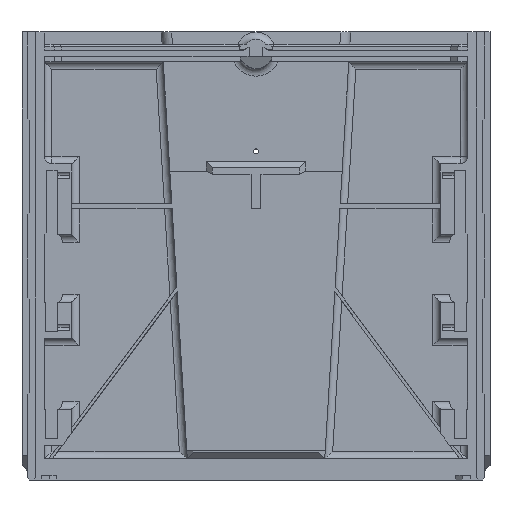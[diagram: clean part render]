
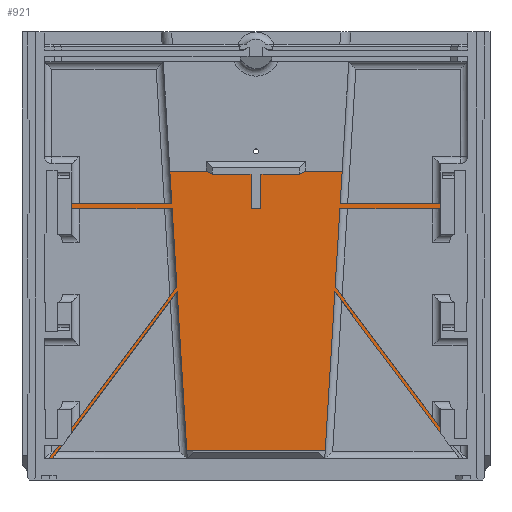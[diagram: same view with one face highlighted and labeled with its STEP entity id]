
A CAD part, top view. The second image highlights one B-rep face of the part: STEP entity #921.
In plain terms, the highlighted planar face has unit normal (0, 0, 1).
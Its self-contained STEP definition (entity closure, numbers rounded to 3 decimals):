
#690=CARTESIAN_POINT('',(0.,0.,1.5));
#691=DIRECTION('',(0.,0.,1.));
#692=DIRECTION('',(1.,0.,0.));
#693=AXIS2_PLACEMENT_3D('',#690,#691,#692);
#694=PLANE('',#693);
#695=CARTESIAN_POINT('',(-31.793,-82.42,1.5));
#696=VERTEX_POINT('',#695);
#697=CARTESIAN_POINT('',(-74.,-139.011,1.5));
#698=VERTEX_POINT('',#697);
#699=CARTESIAN_POINT('',(-31.793,-82.42,1.5));
#700=DIRECTION('',(-0.598,-0.802,0.));
#701=VECTOR('',#700,70.598);
#702=LINE('',#699,#701);
#703=EDGE_CURVE('',#696,#698,#702,.T.);
#704=ORIENTED_EDGE('',*,*,#703,.T.);
#705=CARTESIAN_POINT('',(-74.,-140.981,1.5));
#706=VERTEX_POINT('',#705);
#707=CARTESIAN_POINT('',(-74.,-139.011,1.5));
#708=DIRECTION('',(-0.,-1.,0.));
#709=VECTOR('',#708,1.97);
#710=LINE('',#707,#709);
#711=EDGE_CURVE('',#698,#706,#710,.T.);
#712=ORIENTED_EDGE('',*,*,#711,.T.);
#713=CARTESIAN_POINT('',(-77.74,-145.999,1.5));
#714=VERTEX_POINT('',#713);
#715=CARTESIAN_POINT('',(-77.74,-145.999,1.5));
#716=DIRECTION('',(0.598,0.802,0.));
#717=VECTOR('',#716,6.258);
#718=LINE('',#715,#717);
#719=EDGE_CURVE('',#714,#706,#718,.T.);
#720=ORIENTED_EDGE('',*,*,#719,.F.);
#721=CARTESIAN_POINT('',(-79.212,-145.999,1.5));
#722=VERTEX_POINT('',#721);
#723=CARTESIAN_POINT('',(-79.212,-145.999,1.5));
#724=DIRECTION('',(1.,0.,0.));
#725=VECTOR('',#724,1.472);
#726=LINE('',#723,#725);
#727=EDGE_CURVE('',#722,#714,#726,.T.);
#728=ORIENTED_EDGE('',*,*,#727,.F.);
#729=CARTESIAN_POINT('',(-83.315,-151.5,1.5));
#730=VERTEX_POINT('',#729);
#731=CARTESIAN_POINT('',(-79.212,-145.999,1.5));
#732=DIRECTION('',(-0.598,-0.802,0.));
#733=VECTOR('',#732,6.863);
#734=LINE('',#731,#733);
#735=EDGE_CURVE('',#722,#730,#734,.T.);
#736=ORIENTED_EDGE('',*,*,#735,.T.);
#737=CARTESIAN_POINT('',(-81.842,-151.5,1.5));
#738=VERTEX_POINT('',#737);
#739=CARTESIAN_POINT('',(-83.315,-151.5,1.5));
#740=DIRECTION('',(1.,0.,0.));
#741=VECTOR('',#740,1.473);
#742=LINE('',#739,#741);
#743=EDGE_CURVE('',#730,#738,#742,.T.);
#744=ORIENTED_EDGE('',*,*,#743,.T.);
#745=CARTESIAN_POINT('',(-31.673,-84.397,1.5));
#746=VERTEX_POINT('',#745);
#747=CARTESIAN_POINT('',(-31.673,-84.397,1.5));
#748=DIRECTION('',(-0.599,-0.801,0.));
#749=VECTOR('',#748,83.784);
#750=LINE('',#747,#749);
#751=EDGE_CURVE('',#746,#738,#750,.T.);
#752=ORIENTED_EDGE('',*,*,#751,.F.);
#753=CARTESIAN_POINT('',(-27.806,-148.2,1.5));
#754=VERTEX_POINT('',#753);
#755=CARTESIAN_POINT('',(-27.806,-148.2,1.5));
#756=DIRECTION('',(-0.06,0.998,0.));
#757=VECTOR('',#756,63.92);
#758=LINE('',#755,#757);
#759=EDGE_CURVE('',#754,#746,#758,.T.);
#760=ORIENTED_EDGE('',*,*,#759,.F.);
#761=CARTESIAN_POINT('',(27.806,-148.2,1.5));
#762=VERTEX_POINT('',#761);
#763=CARTESIAN_POINT('',(-27.806,-148.2,1.5));
#764=DIRECTION('',(1.,0.,0.));
#765=VECTOR('',#764,55.612);
#766=LINE('',#763,#765);
#767=EDGE_CURVE('',#754,#762,#766,.T.);
#768=ORIENTED_EDGE('',*,*,#767,.T.);
#769=CARTESIAN_POINT('',(31.673,-84.396,1.5));
#770=VERTEX_POINT('',#769);
#771=CARTESIAN_POINT('',(31.673,-84.396,1.5));
#772=DIRECTION('',(-0.06,-0.998,0.));
#773=VECTOR('',#772,63.921);
#774=LINE('',#771,#773);
#775=EDGE_CURVE('',#770,#762,#774,.T.);
#776=ORIENTED_EDGE('',*,*,#775,.F.);
#777=CARTESIAN_POINT('',(74.001,-141.001,1.5));
#778=VERTEX_POINT('',#777);
#779=CARTESIAN_POINT('',(31.673,-84.396,1.5));
#780=DIRECTION('',(0.599,-0.801,0.));
#781=VECTOR('',#780,70.681);
#782=LINE('',#779,#781);
#783=EDGE_CURVE('',#770,#778,#782,.T.);
#784=ORIENTED_EDGE('',*,*,#783,.T.);
#785=CARTESIAN_POINT('',(74.,-139.,1.5));
#786=VERTEX_POINT('',#785);
#787=CARTESIAN_POINT('',(74.,-139.,1.5));
#788=DIRECTION('',(-0.,-1.,0.));
#789=VECTOR('',#788,2.);
#790=LINE('',#787,#789);
#791=EDGE_CURVE('',#786,#778,#790,.T.);
#792=ORIENTED_EDGE('',*,*,#791,.F.);
#793=CARTESIAN_POINT('',(31.793,-82.418,1.5));
#794=VERTEX_POINT('',#793);
#795=CARTESIAN_POINT('',(31.793,-82.418,1.5));
#796=DIRECTION('',(0.598,-0.802,0.));
#797=VECTOR('',#796,70.59);
#798=LINE('',#795,#797);
#799=EDGE_CURVE('',#794,#786,#798,.T.);
#800=ORIENTED_EDGE('',*,*,#799,.F.);
#801=CARTESIAN_POINT('',(33.697,-51.,1.5));
#802=VERTEX_POINT('',#801);
#803=CARTESIAN_POINT('',(33.697,-51.,1.5));
#804=DIRECTION('',(-0.06,-0.998,0.));
#805=VECTOR('',#804,31.476);
#806=LINE('',#803,#805);
#807=EDGE_CURVE('',#802,#794,#806,.T.);
#808=ORIENTED_EDGE('',*,*,#807,.F.);
#809=CARTESIAN_POINT('',(74.,-51.,1.5));
#810=VERTEX_POINT('',#809);
#811=CARTESIAN_POINT('',(33.697,-51.,1.5));
#812=DIRECTION('',(1.,0.,0.));
#813=VECTOR('',#812,40.303);
#814=LINE('',#811,#813);
#815=EDGE_CURVE('',#802,#810,#814,.T.);
#816=ORIENTED_EDGE('',*,*,#815,.T.);
#817=CARTESIAN_POINT('',(74.,-49.,1.5));
#818=VERTEX_POINT('',#817);
#819=CARTESIAN_POINT('',(74.,-51.,1.5));
#820=DIRECTION('',(-0.,1.,0.));
#821=VECTOR('',#820,2.);
#822=LINE('',#819,#821);
#823=EDGE_CURVE('',#810,#818,#822,.T.);
#824=ORIENTED_EDGE('',*,*,#823,.T.);
#825=CARTESIAN_POINT('',(33.818,-49.,1.5));
#826=VERTEX_POINT('',#825);
#827=CARTESIAN_POINT('',(33.818,-49.,1.5));
#828=DIRECTION('',(1.,0.,0.));
#829=VECTOR('',#828,40.182);
#830=LINE('',#827,#829);
#831=EDGE_CURVE('',#826,#818,#830,.T.);
#832=ORIENTED_EDGE('',*,*,#831,.F.);
#833=CARTESIAN_POINT('',(34.606,-36.,1.5));
#834=VERTEX_POINT('',#833);
#835=CARTESIAN_POINT('',(34.606,-36.,1.5));
#836=DIRECTION('',(-0.06,-0.998,0.));
#837=VECTOR('',#836,13.024);
#838=LINE('',#835,#837);
#839=EDGE_CURVE('',#834,#826,#838,.T.);
#840=ORIENTED_EDGE('',*,*,#839,.F.);
#841=CARTESIAN_POINT('',(1.997,-36.,1.5));
#842=VERTEX_POINT('',#841);
#843=CARTESIAN_POINT('',(34.606,-36.,1.5));
#844=DIRECTION('',(-1.,-0.,0.));
#845=VECTOR('',#844,32.609);
#846=LINE('',#843,#845);
#847=EDGE_CURVE('',#834,#842,#846,.T.);
#848=ORIENTED_EDGE('',*,*,#847,.T.);
#849=CARTESIAN_POINT('',(1.997,-51.,1.5));
#850=VERTEX_POINT('',#849);
#851=CARTESIAN_POINT('',(1.997,-51.,1.5));
#852=DIRECTION('',(-0.,1.,0.));
#853=VECTOR('',#852,15.);
#854=LINE('',#851,#853);
#855=EDGE_CURVE('',#850,#842,#854,.T.);
#856=ORIENTED_EDGE('',*,*,#855,.F.);
#857=CARTESIAN_POINT('',(-2.003,-51.,1.5));
#858=VERTEX_POINT('',#857);
#859=CARTESIAN_POINT('',(-2.003,-51.,1.5));
#860=DIRECTION('',(1.,0.,0.));
#861=VECTOR('',#860,4.);
#862=LINE('',#859,#861);
#863=EDGE_CURVE('',#858,#850,#862,.T.);
#864=ORIENTED_EDGE('',*,*,#863,.F.);
#865=CARTESIAN_POINT('',(-2.003,-36.,1.5));
#866=VERTEX_POINT('',#865);
#867=CARTESIAN_POINT('',(-2.003,-51.,1.5));
#868=DIRECTION('',(-0.,1.,0.));
#869=VECTOR('',#868,15.);
#870=LINE('',#867,#869);
#871=EDGE_CURVE('',#858,#866,#870,.T.);
#872=ORIENTED_EDGE('',*,*,#871,.T.);
#873=CARTESIAN_POINT('',(-34.606,-36.,1.5));
#874=VERTEX_POINT('',#873);
#875=CARTESIAN_POINT('',(-2.003,-36.,1.5));
#876=DIRECTION('',(-1.,-0.,0.));
#877=VECTOR('',#876,32.603);
#878=LINE('',#875,#877);
#879=EDGE_CURVE('',#866,#874,#878,.T.);
#880=ORIENTED_EDGE('',*,*,#879,.T.);
#881=CARTESIAN_POINT('',(-33.818,-49.,1.5));
#882=VERTEX_POINT('',#881);
#883=CARTESIAN_POINT('',(-33.818,-49.,1.5));
#884=DIRECTION('',(-0.06,0.998,0.));
#885=VECTOR('',#884,13.024);
#886=LINE('',#883,#885);
#887=EDGE_CURVE('',#882,#874,#886,.T.);
#888=ORIENTED_EDGE('',*,*,#887,.F.);
#889=CARTESIAN_POINT('',(-74.,-49.,1.5));
#890=VERTEX_POINT('',#889);
#891=CARTESIAN_POINT('',(-74.,-49.,1.5));
#892=DIRECTION('',(1.,0.,0.));
#893=VECTOR('',#892,40.182);
#894=LINE('',#891,#893);
#895=EDGE_CURVE('',#890,#882,#894,.T.);
#896=ORIENTED_EDGE('',*,*,#895,.F.);
#897=CARTESIAN_POINT('',(-74.,-51.,1.5));
#898=VERTEX_POINT('',#897);
#899=CARTESIAN_POINT('',(-74.,-49.,1.5));
#900=DIRECTION('',(0.,-1.,0.));
#901=VECTOR('',#900,2.);
#902=LINE('',#899,#901);
#903=EDGE_CURVE('',#890,#898,#902,.T.);
#904=ORIENTED_EDGE('',*,*,#903,.T.);
#905=CARTESIAN_POINT('',(-33.697,-51.,1.5));
#906=VERTEX_POINT('',#905);
#907=CARTESIAN_POINT('',(-74.,-51.,1.5));
#908=DIRECTION('',(1.,0.,0.));
#909=VECTOR('',#908,40.303);
#910=LINE('',#907,#909);
#911=EDGE_CURVE('',#898,#906,#910,.T.);
#912=ORIENTED_EDGE('',*,*,#911,.T.);
#913=CARTESIAN_POINT('',(-31.793,-82.42,1.5));
#914=DIRECTION('',(-0.06,0.998,0.));
#915=VECTOR('',#914,31.477);
#916=LINE('',#913,#915);
#917=EDGE_CURVE('',#696,#906,#916,.T.);
#918=ORIENTED_EDGE('',*,*,#917,.F.);
#919=EDGE_LOOP('',(#704,#712,#720,#728,#736,#744,#752,#760,#768,#776,#784,#792,#800,#808,#816,#824,#832,#840,#848,#856,#864,#872,#880,#888,#896,#904,
#912,#918));
#920=FACE_BOUND('',#919,.T.);
#921=ADVANCED_FACE('',(#920),#694,.T.);
